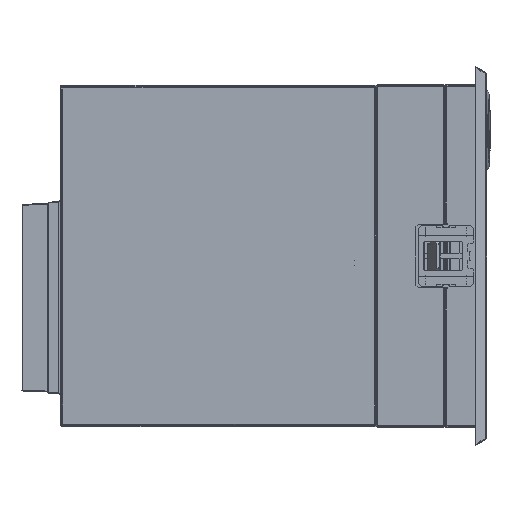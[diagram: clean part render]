
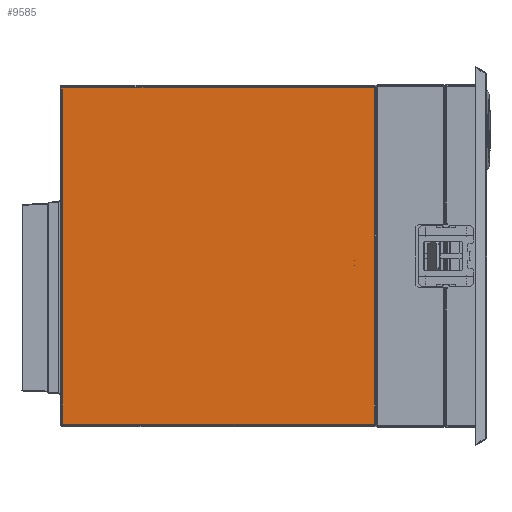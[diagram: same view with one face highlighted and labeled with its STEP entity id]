
A CAD part, left-side view. The second image highlights one B-rep face of the part: STEP entity #9585.
In plain terms, the highlighted face is planar.
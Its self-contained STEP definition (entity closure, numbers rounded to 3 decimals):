
#3763=(
BOUNDED_CURVE()
B_SPLINE_CURVE(2,(#171398,#171399,#171400,#171401,#171402),
 .UNSPECIFIED.,.F.,.F.)
B_SPLINE_CURVE_WITH_KNOTS((3,2,3),(-8.,-4.,0.),.UNSPECIFIED.)
CURVE()
GEOMETRIC_REPRESENTATION_ITEM()
RATIONAL_B_SPLINE_CURVE((1.,0.707,1.,0.707,1.))
REPRESENTATION_ITEM('')
);
#3765=(
BOUNDED_CURVE()
B_SPLINE_CURVE(2,(#171408,#171409,#171410,#171411,#171412),
 .UNSPECIFIED.,.F.,.F.)
B_SPLINE_CURVE_WITH_KNOTS((3,2,3),(-8.,-4.,0.),.UNSPECIFIED.)
CURVE()
GEOMETRIC_REPRESENTATION_ITEM()
RATIONAL_B_SPLINE_CURVE((1.,0.707,1.,0.707,1.))
REPRESENTATION_ITEM('')
);
#9585=ADVANCED_FACE('',(#15517,#12660),#84052,.T.);
#12660=FACE_BOUND('',#21072,.T.);
#15517=FACE_OUTER_BOUND('',#21071,.T.);
#21071=EDGE_LOOP('',(#36830,#36831,#36832,#36833,#36834,#36835));
#21072=EDGE_LOOP('',(#36836,#36837));
#36830=ORIENTED_EDGE('',*,*,#57680,.T.);
#36831=ORIENTED_EDGE('',*,*,#57681,.T.);
#36832=ORIENTED_EDGE('',*,*,#57682,.T.);
#36833=ORIENTED_EDGE('',*,*,#57683,.T.);
#36834=ORIENTED_EDGE('',*,*,#57684,.T.);
#36835=ORIENTED_EDGE('',*,*,#57685,.T.);
#36836=ORIENTED_EDGE('',*,*,#58773,.T.);
#36837=ORIENTED_EDGE('',*,*,#58775,.T.);
#57680=EDGE_CURVE('',#78167,#78168,#69299,.T.);
#57681=EDGE_CURVE('',#78168,#78169,#69300,.T.);
#57682=EDGE_CURVE('',#78169,#78170,#69301,.T.);
#57683=EDGE_CURVE('',#78170,#78171,#69302,.T.);
#57684=EDGE_CURVE('',#78171,#78172,#69303,.T.);
#57685=EDGE_CURVE('',#78172,#78167,#69304,.T.);
#58773=EDGE_CURVE('',#78174,#78173,#3763,.T.);
#58775=EDGE_CURVE('',#78173,#78174,#3765,.T.);
#69299=B_SPLINE_CURVE_WITH_KNOTS('',1,(#168229,#168230),.UNSPECIFIED.,.F.,
 .F.,(2,2),(0.,265.),.UNSPECIFIED.);
#69300=B_SPLINE_CURVE_WITH_KNOTS('',1,(#168231,#168232),.UNSPECIFIED.,.F.,
 .F.,(2,2),(0.,246.6),.UNSPECIFIED.);
#69301=B_SPLINE_CURVE_WITH_KNOTS('',1,(#168233,#168234),.UNSPECIFIED.,.F.,
 .F.,(2,2),(0.,266.6),.UNSPECIFIED.);
#69302=B_SPLINE_CURVE_WITH_KNOTS('',1,(#168235,#168236),.UNSPECIFIED.,.F.,
 .F.,(2,2),(0.,248.),.UNSPECIFIED.);
#69303=B_SPLINE_CURVE_WITH_KNOTS('',1,(#168237,#168238),.UNSPECIFIED.,.F.,
 .F.,(2,2),(0.,1.6),.UNSPECIFIED.);
#69304=B_SPLINE_CURVE_WITH_KNOTS('',1,(#168239,#168240),.UNSPECIFIED.,.F.,
 .F.,(2,2),(0.,1.4),.UNSPECIFIED.);
#78167=VERTEX_POINT('',#167585);
#78168=VERTEX_POINT('',#167586);
#78169=VERTEX_POINT('',#167587);
#78170=VERTEX_POINT('',#167588);
#78171=VERTEX_POINT('',#167589);
#78172=VERTEX_POINT('',#167590);
#78173=VERTEX_POINT('',#167591);
#78174=VERTEX_POINT('',#167592);
#84052=PLANE('',#91536);
#91536=AXIS2_PLACEMENT_3D('',#158727,#96214,$);
#96214=DIRECTION('',(0.,0.,1.));
#158727=CARTESIAN_POINT('',(-161.289,-25.029,135.));
#167585=CARTESIAN_POINT('',(132.,248.,135.));
#167586=CARTESIAN_POINT('',(-133.,248.,135.));
#167587=CARTESIAN_POINT('',(-133.,1.4,135.));
#167588=CARTESIAN_POINT('',(133.6,1.4,135.));
#167589=CARTESIAN_POINT('',(133.6,249.4,135.));
#167590=CARTESIAN_POINT('',(132.,249.4,135.));
#167591=CARTESIAN_POINT('',(-7.5,17.,135.));
#167592=CARTESIAN_POINT('',(-3.5,17.,135.));
#168229=CARTESIAN_POINT('',(132.,248.,135.));
#168230=CARTESIAN_POINT('',(-133.,248.,135.));
#168231=CARTESIAN_POINT('',(-133.,248.,135.));
#168232=CARTESIAN_POINT('',(-133.,1.4,135.));
#168233=CARTESIAN_POINT('',(-133.,1.4,135.));
#168234=CARTESIAN_POINT('',(133.6,1.4,135.));
#168235=CARTESIAN_POINT('',(133.6,1.4,135.));
#168236=CARTESIAN_POINT('',(133.6,249.4,135.));
#168237=CARTESIAN_POINT('',(133.6,249.4,135.));
#168238=CARTESIAN_POINT('',(132.,249.4,135.));
#168239=CARTESIAN_POINT('',(132.,249.4,135.));
#168240=CARTESIAN_POINT('',(132.,248.,135.));
#171398=CARTESIAN_POINT('',(-3.5,17.,135.));
#171399=CARTESIAN_POINT('',(-3.5,15.,135.));
#171400=CARTESIAN_POINT('',(-5.5,15.,135.));
#171401=CARTESIAN_POINT('',(-7.5,15.,135.));
#171402=CARTESIAN_POINT('',(-7.5,17.,135.));
#171408=CARTESIAN_POINT('',(-7.5,17.,135.));
#171409=CARTESIAN_POINT('',(-7.5,19.,135.));
#171410=CARTESIAN_POINT('',(-5.5,19.,135.));
#171411=CARTESIAN_POINT('',(-3.5,19.,135.));
#171412=CARTESIAN_POINT('',(-3.5,17.,135.));
